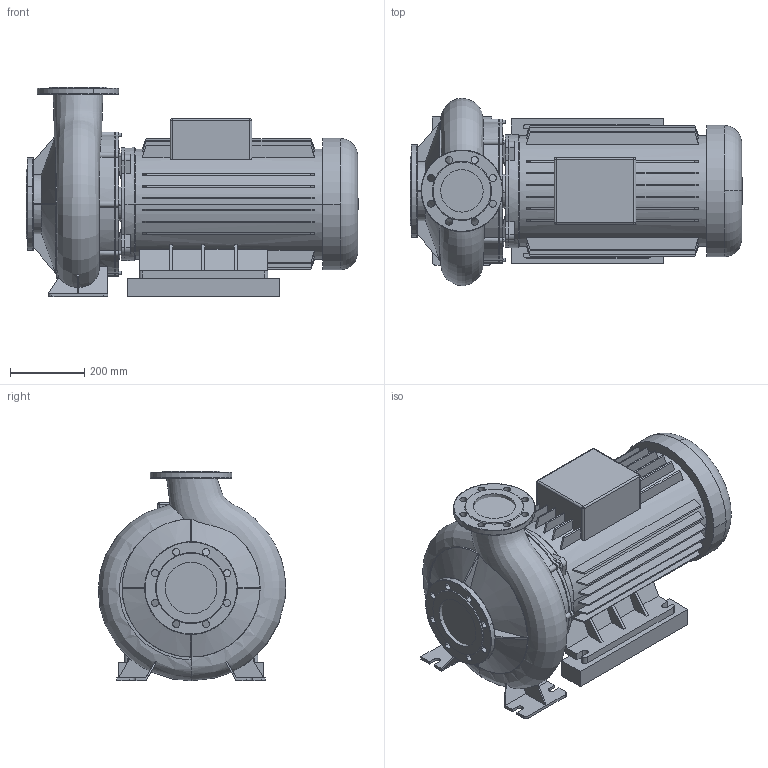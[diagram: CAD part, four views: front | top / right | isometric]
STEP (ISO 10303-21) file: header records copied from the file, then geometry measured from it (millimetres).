
FILE_DESCRIPTION((''),'2;1');
FILE_NAME('3d_BM100_340-30_4-2103482.stp','2011-01-26T14:43:43',(''),(''),'Mechanical Desktop 2008','Mechanical Desktop 2008',', , ');
FILE_SCHEMA(('CONFIG_CONTROL_DESIGN'));
Length unit declared in the file: millimetre
Products named in the file (1): Product
Bounding box: 894.5 x 504.99 x 565 mm (x, y, z)
Volume: 88090976.8 mm3; surface area: 3222060.6 mm2
Topology: 12 solids, 12 shells, 703 faces, 1859 edges, 1211 vertices
Faces by surface type: plane 321, bspline 219, cylinder 113, cone 44, sphere 4, torus 2
Entity records: 31707 total; most frequent: CARTESIAN_POINT 15046, ORIENTED_EDGE 3710, DIRECTION 3074, EDGE_CURVE 1855, VERTEX_POINT 1211, VECTOR 1078, LINE 1078, AXIS2_PLACEMENT_3D 998
